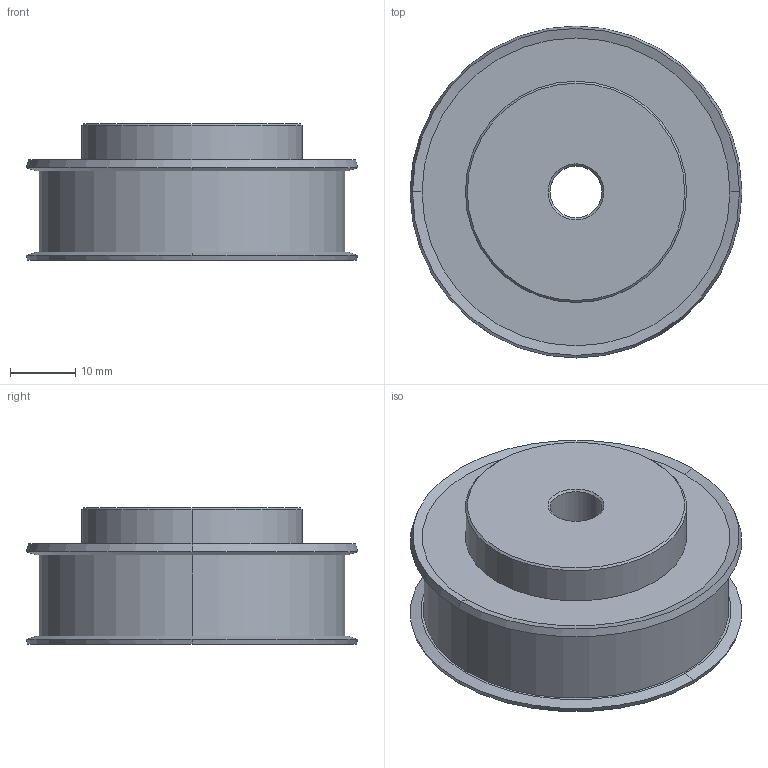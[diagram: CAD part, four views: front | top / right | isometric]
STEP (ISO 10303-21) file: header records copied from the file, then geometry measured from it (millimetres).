
FILE_DESCRIPTION (( 'STEP AP214' ), '1' );
FILE_NAME ('21T5_30-2_rw_Shoulder.STEP', '2017-10-25T04:49:07', ( '' ), ( '' ), 'SwSTEP 2.0', 'SolidWorks 2017', '' );
FILE_SCHEMA (( 'AUTOMOTIVE_DESIGN' ));
Length unit declared in the file: millimetre
Products named in the file (2): 21T5_30-2_rw_Shoulder
Bounding box: 51 x 51 x 21 mm (x, y, z)
Volume: 30508.3 mm3; surface area: 8225.4 mm2
Topology: 1 solids, 1 shells, 54 faces, 120 edges, 68 vertices
Faces by surface type: cone 30, cylinder 16, plane 6, torus 2
Entity records: 1759 total; most frequent: DIRECTION 290, CARTESIAN_POINT 236, ORIENTED_EDGE 224, AXIS2_PLACEMENT_3D 122, EDGE_CURVE 112, VERTEX_POINT 68, CIRCLE 66, EDGE_LOOP 64
